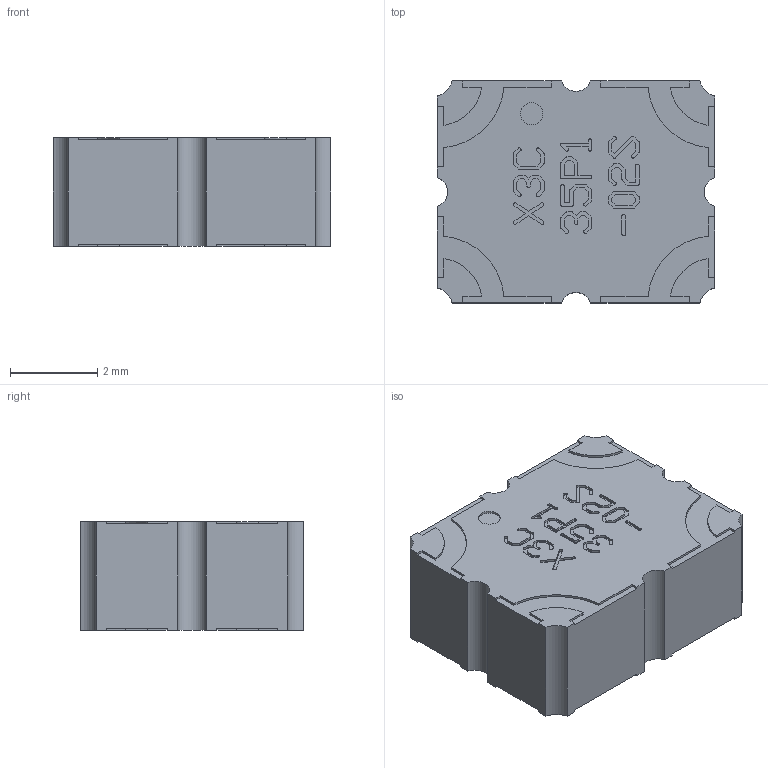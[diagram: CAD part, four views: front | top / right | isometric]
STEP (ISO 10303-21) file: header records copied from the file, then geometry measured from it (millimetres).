
FILE_DESCRIPTION (( 'STEP AP203' ), '1' );
FILE_NAME ('X3C35P1-02S.STEP', '2025-06-17T15:32:14', ( '' ), ( '' ), 'SwSTEP 2.0', 'SolidWorks 2023', '' );
FILE_SCHEMA (( 'CONFIG_CONTROL_DESIGN' ));
Length unit declared in the file: inch
Products named in the file (1): X3C35P1-02S
Bounding box: 6.35 x 5.08 x 2.49 mm (x, y, z)
Volume: 77.6 mm3; surface area: 123.5 mm2
Topology: 1 solids, 1 shells, 436 faces, 1257 edges, 838 vertices
Faces by surface type: plane 298, cylinder 138
Entity records: 14356 total; most frequent: CARTESIAN_POINT 2532, ORIENTED_EDGE 2514, DIRECTION 2407, EDGE_CURVE 1257, VECTOR 981, LINE 981, VERTEX_POINT 838, AXIS2_PLACEMENT_3D 713
